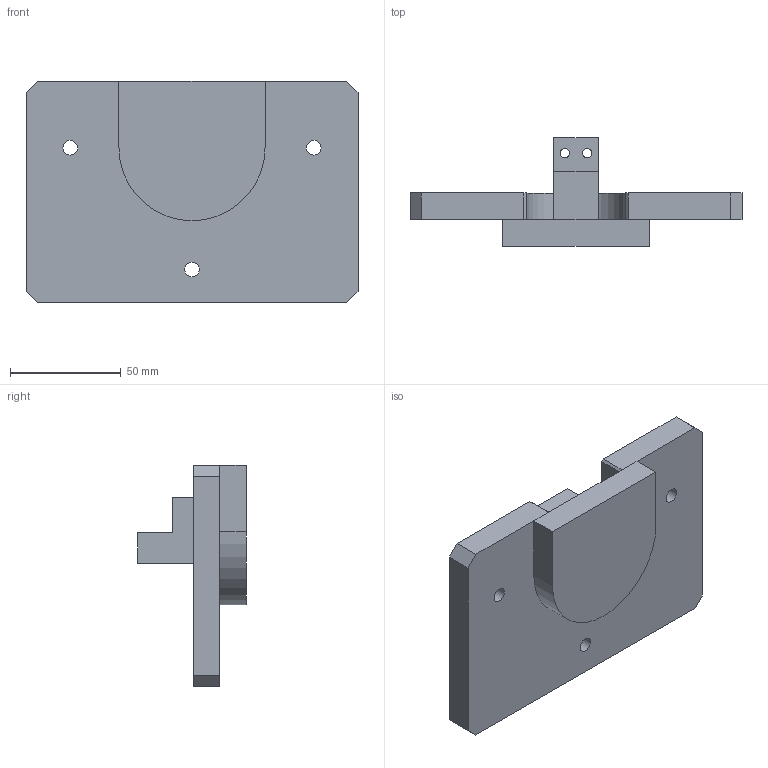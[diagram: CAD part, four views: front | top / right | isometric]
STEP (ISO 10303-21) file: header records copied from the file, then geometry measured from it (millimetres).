
FILE_DESCRIPTION (( 'STEP AP214' ), '1' );
FILE_NAME ('12121142_defeature.STEP', '2021-04-09T09:10:22', ( '' ), ( '' ), 'SwSTEP 2.0', 'SolidWorks 2020', '' );
FILE_SCHEMA (( 'AUTOMOTIVE_DESIGN' ));
Length unit declared in the file: millimetre
Products named in the file (1): 12121142_defeature
Bounding box: 150 x 49 x 100 mm (x, y, z)
Volume: 212385.3 mm3; surface area: 43854.3 mm2
Topology: 1 solids, 1 shells, 40 faces, 98 edges, 64 vertices
Faces by surface type: plane 30, cylinder 10
Full cylindrical faces by diameter (mm): 4.2 x2, 6.6 x3, 11 x3
Entity records: 1624 total; most frequent: CARTESIAN_POINT 195, DIRECTION 192, ORIENTED_EDGE 180, EDGE_CURVE 90, VECTOR 70, LINE 70, VERTEX_POINT 64, EDGE_LOOP 62
